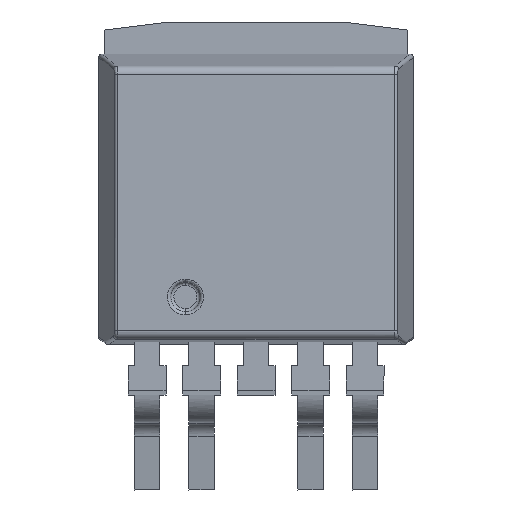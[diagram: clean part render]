
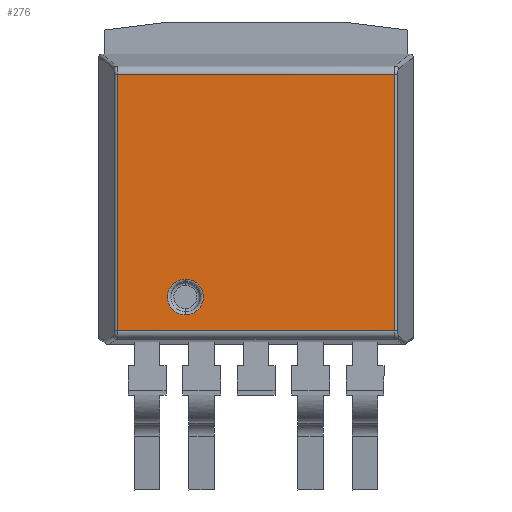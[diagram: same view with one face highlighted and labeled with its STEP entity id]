
A CAD part, top view. The second image highlights one B-rep face of the part: STEP entity #276.
In plain terms, the highlighted planar face has unit normal (0, 0.007, 1).
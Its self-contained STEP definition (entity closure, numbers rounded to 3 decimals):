
#25=FACE_BOUND('',#767,.T.);
#110=(
BOUNDED_CURVE()
B_SPLINE_CURVE(3,(#5406,#5407,#5408,#5409,#5410,#5411,#5412,#5413,#5414,
#5415,#5416,#5417,#5418),.UNSPECIFIED.,.F.,.F.)
B_SPLINE_CURVE_WITH_KNOTS((4,3,3,3,4),(0.,0.44,0.879,
1.319,1.759),.UNSPECIFIED.)
CURVE()
GEOMETRIC_REPRESENTATION_ITEM()
RATIONAL_B_SPLINE_CURVE((1.,1.,1.,1.,1.,1.,1.,1.,1.,1.,1.,
1.,1.))
REPRESENTATION_ITEM('')
);
#115=(
BOUNDED_CURVE()
B_SPLINE_CURVE(3,(#5439,#5440,#5441,#5442,#5443,#5444,#5445,#5446,#5447,
#5448,#5449,#5450,#5451),.UNSPECIFIED.,.F.,.F.)
B_SPLINE_CURVE_WITH_KNOTS((4,3,3,3,4),(1.759,2.199,
2.638,3.078,3.518),.UNSPECIFIED.)
CURVE()
GEOMETRIC_REPRESENTATION_ITEM()
RATIONAL_B_SPLINE_CURVE((1.,1.,1.,1.,1.,1.,1.,1.,1.,1.,1.,1.,1.))
REPRESENTATION_ITEM('')
);
#160=PLANE('',#4043);
#276=ADVANCED_FACE('',(#521,#25),#160,.T.);
#521=FACE_OUTER_BOUND('',#766,.T.);
#766=EDGE_LOOP('',(#1104,#1105,#1106,#1107));
#767=EDGE_LOOP('',(#1108,#1109));
#1104=ORIENTED_EDGE('',*,*,#2309,.F.);
#1105=ORIENTED_EDGE('',*,*,#2308,.F.);
#1106=ORIENTED_EDGE('',*,*,#2306,.T.);
#1107=ORIENTED_EDGE('',*,*,#2307,.F.);
#1108=ORIENTED_EDGE('',*,*,#2441,.F.);
#1109=ORIENTED_EDGE('',*,*,#2436,.F.);
#2306=EDGE_CURVE('',#3476,#3475,#2939,.T.);
#2307=EDGE_CURVE('',#3477,#3475,#2940,.T.);
#2308=EDGE_CURVE('',#3476,#3478,#2941,.T.);
#2309=EDGE_CURVE('',#3478,#3477,#2942,.T.);
#2436=EDGE_CURVE('',#3539,#3544,#110,.T.);
#2441=EDGE_CURVE('',#3544,#3539,#115,.T.);
#2939=B_SPLINE_CURVE_WITH_KNOTS('',1,(#5018,#5019),.UNSPECIFIED.,.F.,.F.,
(2,2),(4.542,13.178),.UNSPECIFIED.);
#2940=B_SPLINE_CURVE_WITH_KNOTS('',1,(#5020,#5021),.UNSPECIFIED.,.F.,.F.,
(2,2),(0.,7.995),.UNSPECIFIED.);
#2941=B_SPLINE_CURVE_WITH_KNOTS('',1,(#5022,#5023),.UNSPECIFIED.,.F.,.F.,
(2,2),(0.,7.995),.UNSPECIFIED.);
#2942=B_SPLINE_CURVE_WITH_KNOTS('',1,(#5024,#5025),.UNSPECIFIED.,.F.,.F.,
(2,2),(4.542,13.178),.UNSPECIFIED.);
#3475=VERTEX_POINT('',#4920);
#3476=VERTEX_POINT('',#4921);
#3477=VERTEX_POINT('',#4922);
#3478=VERTEX_POINT('',#4923);
#3539=VERTEX_POINT('',#4984);
#3544=VERTEX_POINT('',#4989);
#4043=AXIS2_PLACEMENT_3D('',#4330,#4069,$);
#4069=DIRECTION('',(0.,0.007,1.));
#4330=CARTESIAN_POINT('',(-8.86,3.398,4.16));
#4920=CARTESIAN_POINT('',(4.318,-4.597,4.215));
#4921=CARTESIAN_POINT('',(-4.318,-4.597,4.215));
#4922=CARTESIAN_POINT('',(4.318,3.398,4.16));
#4923=CARTESIAN_POINT('',(-4.318,3.398,4.16));
#4984=CARTESIAN_POINT('',(-2.201,-2.985,4.204));
#4989=CARTESIAN_POINT('',(-2.201,-4.105,4.212));
#5018=CARTESIAN_POINT('',(-4.318,-4.597,4.215));
#5019=CARTESIAN_POINT('',(4.318,-4.597,4.215));
#5020=CARTESIAN_POINT('',(4.318,3.398,4.16));
#5021=CARTESIAN_POINT('',(4.318,-4.597,4.215));
#5022=CARTESIAN_POINT('',(-4.318,-4.597,4.215));
#5023=CARTESIAN_POINT('',(-4.318,3.398,4.16));
#5024=CARTESIAN_POINT('',(-4.318,3.398,4.16));
#5025=CARTESIAN_POINT('',(4.318,3.398,4.16));
#5406=CARTESIAN_POINT('',(-2.201,-2.985,4.204));
#5407=CARTESIAN_POINT('',(-2.348,-2.984,4.204));
#5408=CARTESIAN_POINT('',(-2.494,-3.045,4.204));
#5409=CARTESIAN_POINT('',(-2.598,-3.149,4.205));
#5410=CARTESIAN_POINT('',(-2.701,-3.252,4.206));
#5411=CARTESIAN_POINT('',(-2.762,-3.398,4.207));
#5412=CARTESIAN_POINT('',(-2.762,-3.545,4.208));
#5413=CARTESIAN_POINT('',(-2.762,-3.691,4.209));
#5414=CARTESIAN_POINT('',(-2.701,-3.837,4.21));
#5415=CARTESIAN_POINT('',(-2.598,-3.941,4.211));
#5416=CARTESIAN_POINT('',(-2.494,-4.044,4.211));
#5417=CARTESIAN_POINT('',(-2.348,-4.105,4.212));
#5418=CARTESIAN_POINT('',(-2.201,-4.105,4.212));
#5439=CARTESIAN_POINT('',(-2.201,-4.105,4.212));
#5440=CARTESIAN_POINT('',(-2.055,-4.105,4.212));
#5441=CARTESIAN_POINT('',(-1.909,-4.044,4.211));
#5442=CARTESIAN_POINT('',(-1.805,-3.941,4.211));
#5443=CARTESIAN_POINT('',(-1.702,-3.837,4.21));
#5444=CARTESIAN_POINT('',(-1.641,-3.691,4.209));
#5445=CARTESIAN_POINT('',(-1.641,-3.545,4.208));
#5446=CARTESIAN_POINT('',(-1.641,-3.398,4.207));
#5447=CARTESIAN_POINT('',(-1.702,-3.252,4.206));
#5448=CARTESIAN_POINT('',(-1.805,-3.149,4.205));
#5449=CARTESIAN_POINT('',(-1.909,-3.045,4.204));
#5450=CARTESIAN_POINT('',(-2.055,-2.984,4.204));
#5451=CARTESIAN_POINT('',(-2.201,-2.985,4.204));
